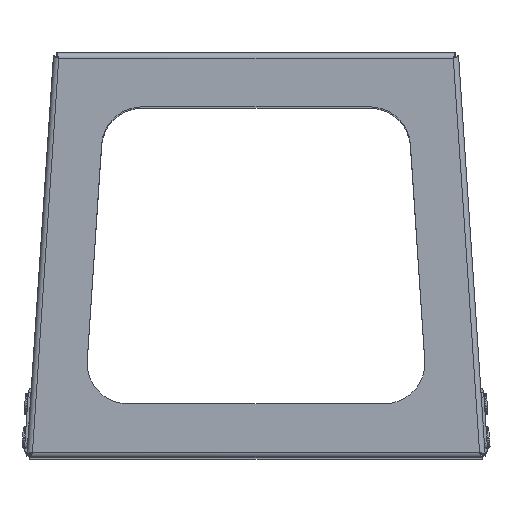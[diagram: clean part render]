
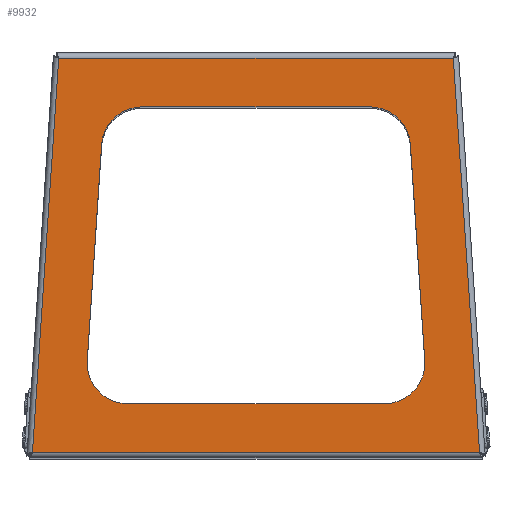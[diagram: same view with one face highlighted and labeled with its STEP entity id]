
A CAD part, top view. The second image highlights one B-rep face of the part: STEP entity #9932.
In plain terms, the highlighted planar face has unit normal (0, 0, 1).
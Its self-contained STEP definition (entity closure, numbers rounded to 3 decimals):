
#228 = ORIENTED_EDGE ( 'NONE', *, *, #1658, .T. ) ;
#579 = AXIS2_PLACEMENT_3D ( 'NONE', #8505, #13010, #10641 ) ;
#691 = EDGE_CURVE ( 'NONE', #7857, #8123, #7908, .T. ) ;
#737 = CARTESIAN_POINT ( 'NONE',  ( 95.178, -80., 0. ) ) ;
#867 = VERTEX_POINT ( 'NONE', #12282 ) ;
#877 = CARTESIAN_POINT ( 'NONE',  ( 125.178, -80., 0. ) ) ;
#988 = AXIS2_PLACEMENT_3D ( 'NONE', #2491, #1277, #2283 ) ;
#997 = CARTESIAN_POINT ( 'NONE',  ( 0., 0., 0. ) ) ;
#1060 = VECTOR ( 'NONE', #8119, 1000. ) ;
#1159 = CARTESIAN_POINT ( 'NONE',  ( -114.445, 81.996, 0. ) ) ;
#1263 = VERTEX_POINT ( 'NONE', #877 ) ;
#1277 = DIRECTION ( 'NONE',  ( 0., 0., 1. ) ) ;
#1575 = LINE ( 'NONE', #13255, #13135 ) ;
#1589 = CARTESIAN_POINT ( 'NONE',  ( 84.511, 110., 0. ) ) ;
#1658 = EDGE_CURVE ( 'NONE', #867, #6973, #8571, .T. ) ;
#1675 = DIRECTION ( 'NONE',  ( -1., 0., 0. ) ) ;
#1861 = DIRECTION ( 'NONE',  ( -1., 0., 0. ) ) ;
#1933 = AXIS2_PLACEMENT_3D ( 'NONE', #5146, #13884, #1861 ) ;
#1934 = VERTEX_POINT ( 'NONE', #11691 ) ;
#1947 = EDGE_CURVE ( 'NONE', #6973, #1934, #6173, .T. ) ;
#1982 = EDGE_CURVE ( 'NONE', #1263, #7846, #4924, .T. ) ;
#2108 = ORIENTED_EDGE ( 'NONE', *, *, #9785, .F. ) ;
#2182 = EDGE_CURVE ( 'NONE', #8464, #1263, #7933, .T. ) ;
#2283 = DIRECTION ( 'NONE',  ( -1., 0., 0. ) ) ;
#2491 = CARTESIAN_POINT ( 'NONE',  ( 84.511, 80., 0. ) ) ;
#3028 = CARTESIAN_POINT ( 'NONE',  ( 165.862, -148.06, 0. ) ) ;
#3328 = CARTESIAN_POINT ( 'NONE',  ( -84.511, 110., 0. ) ) ;
#3360 = CARTESIAN_POINT ( 'NONE',  ( 95.178, -80., 0. ) ) ;
#3586 = DIRECTION ( 'NONE',  ( -0.067, -0.998, 0. ) ) ;
#3826 = EDGE_CURVE ( 'NONE', #4850, #867, #9141, .T. ) ;
#4008 = ORIENTED_EDGE ( 'NONE', *, *, #4786, .F. ) ;
#4153 = DIRECTION ( 'NONE',  ( 1., 0., 0. ) ) ;
#4242 = VECTOR ( 'NONE', #13004, 1000. ) ;
#4339 = VERTEX_POINT ( 'NONE', #1589 ) ;
#4517 = ORIENTED_EDGE ( 'NONE', *, *, #8675, .F. ) ;
#4628 = CARTESIAN_POINT ( 'NONE',  ( -125.112, -78.004, 0. ) ) ;
#4720 = DIRECTION ( 'NONE',  ( 1., 0., 0. ) ) ;
#4786 = EDGE_CURVE ( 'NONE', #10990, #8464, #1575, .T. ) ;
#4813 = LINE ( 'NONE', #13552, #1060 ) ;
#4850 = VERTEX_POINT ( 'NONE', #12180 ) ;
#4924 = CIRCLE ( 'NONE', #6758, 30. ) ;
#5107 = AXIS2_PLACEMENT_3D ( 'NONE', #997, #7386, #4153 ) ;
#5146 = CARTESIAN_POINT ( 'NONE',  ( -95.178, -80., 0. ) ) ;
#5303 = ORIENTED_EDGE ( 'NONE', *, *, #6469, .T. ) ;
#5464 = ORIENTED_EDGE ( 'NONE', *, *, #2182, .F. ) ;
#5976 = VERTEX_POINT ( 'NONE', #4628 ) ;
#6057 = CARTESIAN_POINT ( 'NONE',  ( 125.112, -78.004, 0. ) ) ;
#6173 = LINE ( 'NONE', #3028, #7456 ) ;
#6451 = VECTOR ( 'NONE', #9850, 1000. ) ;
#6469 = EDGE_CURVE ( 'NONE', #1934, #4850, #4813, .T. ) ;
#6697 = CARTESIAN_POINT ( 'NONE',  ( -84.511, 110., 0. ) ) ;
#6726 = DIRECTION ( 'NONE',  ( 0., 0., 1. ) ) ;
#6758 = AXIS2_PLACEMENT_3D ( 'NONE', #737, #9410, #1675 ) ;
#6793 = VECTOR ( 'NONE', #13632, 1000. ) ;
#6973 = VERTEX_POINT ( 'NONE', #10255 ) ;
#7181 = CIRCLE ( 'NONE', #988, 30. ) ;
#7386 = DIRECTION ( 'NONE',  ( 0., 0., 1. ) ) ;
#7456 = VECTOR ( 'NONE', #10542, 1000. ) ;
#7465 = CARTESIAN_POINT ( 'NONE',  ( -114.445, 81.996, 0. ) ) ;
#7663 = CIRCLE ( 'NONE', #1933, 30. ) ;
#7846 = VERTEX_POINT ( 'NONE', #11063 ) ;
#7857 = VERTEX_POINT ( 'NONE', #3328 ) ;
#7908 = CIRCLE ( 'NONE', #579, 30. ) ;
#7933 = CIRCLE ( 'NONE', #8382, 30. ) ;
#7971 = ORIENTED_EDGE ( 'NONE', *, *, #14037, .F. ) ;
#8043 = ORIENTED_EDGE ( 'NONE', *, *, #1982, .F. ) ;
#8078 = LINE ( 'NONE', #6057, #12624 ) ;
#8098 = VECTOR ( 'NONE', #3586, 1000. ) ;
#8119 = DIRECTION ( 'NONE',  ( -1., 0., 0. ) ) ;
#8123 = VERTEX_POINT ( 'NONE', #7465 ) ;
#8375 = EDGE_CURVE ( 'NONE', #5976, #10990, #7663, .T. ) ;
#8382 = AXIS2_PLACEMENT_3D ( 'NONE', #3360, #6726, #8821 ) ;
#8398 = FACE_BOUND ( 'NONE', #8715, .T. ) ;
#8464 = VERTEX_POINT ( 'NONE', #10950 ) ;
#8505 = CARTESIAN_POINT ( 'NONE',  ( -84.511, 80., 0. ) ) ;
#8571 = LINE ( 'NONE', #11852, #4242 ) ;
#8675 = EDGE_CURVE ( 'NONE', #10371, #4339, #7181, .T. ) ;
#8715 = EDGE_LOOP ( 'NONE', ( #5464, #4008, #9769, #2108, #11336, #7971, #4517, #8919, #8043 ) ) ;
#8821 = DIRECTION ( 'NONE',  ( -1., 0., 0. ) ) ;
#8919 = ORIENTED_EDGE ( 'NONE', *, *, #13730, .F. ) ;
#9141 = LINE ( 'NONE', #13428, #6793 ) ;
#9410 = DIRECTION ( 'NONE',  ( 0., 0., 1. ) ) ;
#9599 = PLANE ( 'NONE',  #5107 ) ;
#9769 = ORIENTED_EDGE ( 'NONE', *, *, #8375, .F. ) ;
#9785 = EDGE_CURVE ( 'NONE', #8123, #5976, #10902, .T. ) ;
#9850 = DIRECTION ( 'NONE',  ( -1., 0., 0. ) ) ;
#9932 = ADVANCED_FACE ( 'NONE', ( #8398, #14031 ), #9599, .T. ) ;
#10255 = CARTESIAN_POINT ( 'NONE',  ( 165.724, -146., 0. ) ) ;
#10371 = VERTEX_POINT ( 'NONE', #11810 ) ;
#10542 = DIRECTION ( 'NONE',  ( -0.067, 0.998, 0. ) ) ;
#10641 = DIRECTION ( 'NONE',  ( 1., 0., 0. ) ) ;
#10902 = LINE ( 'NONE', #1159, #8098 ) ;
#10950 = CARTESIAN_POINT ( 'NONE',  ( 95.178, -110., 0. ) ) ;
#10990 = VERTEX_POINT ( 'NONE', #13863 ) ;
#11063 = CARTESIAN_POINT ( 'NONE',  ( 125.112, -78.004, 0. ) ) ;
#11336 = ORIENTED_EDGE ( 'NONE', *, *, #691, .F. ) ;
#11691 = CARTESIAN_POINT ( 'NONE',  ( 146.258, 146., 0. ) ) ;
#11810 = CARTESIAN_POINT ( 'NONE',  ( 114.445, 81.996, 0. ) ) ;
#11852 = CARTESIAN_POINT ( 'NONE',  ( -167.789, -146., 0. ) ) ;
#12049 = EDGE_LOOP ( 'NONE', ( #14097, #228, #13995, #5303 ) ) ;
#12143 = LINE ( 'NONE', #6697, #6451 ) ;
#12180 = CARTESIAN_POINT ( 'NONE',  ( -146.258, 146., 0. ) ) ;
#12282 = CARTESIAN_POINT ( 'NONE',  ( -165.724, -146., 0. ) ) ;
#12366 = DIRECTION ( 'NONE',  ( -0.067, 0.998, 0. ) ) ;
#12624 = VECTOR ( 'NONE', #12366, 1000. ) ;
#13004 = DIRECTION ( 'NONE',  ( 1., 0., 0. ) ) ;
#13010 = DIRECTION ( 'NONE',  ( 0., 0., 1. ) ) ;
#13135 = VECTOR ( 'NONE', #4720, 1000. ) ;
#13255 = CARTESIAN_POINT ( 'NONE',  ( -95.178, -110., 0. ) ) ;
#13428 = CARTESIAN_POINT ( 'NONE',  ( -146.138, 147.799, 0. ) ) ;
#13552 = CARTESIAN_POINT ( 'NONE',  ( 148.06, 146., 0. ) ) ;
#13632 = DIRECTION ( 'NONE',  ( -0.067, -0.998, 0. ) ) ;
#13730 = EDGE_CURVE ( 'NONE', #7846, #10371, #8078, .T. ) ;
#13863 = CARTESIAN_POINT ( 'NONE',  ( -95.178, -110., 0. ) ) ;
#13884 = DIRECTION ( 'NONE',  ( 0., 0., 1. ) ) ;
#13995 = ORIENTED_EDGE ( 'NONE', *, *, #1947, .T. ) ;
#14031 = FACE_OUTER_BOUND ( 'NONE', #12049, .T. ) ;
#14037 = EDGE_CURVE ( 'NONE', #4339, #7857, #12143, .T. ) ;
#14097 = ORIENTED_EDGE ( 'NONE', *, *, #3826, .T. ) ;
